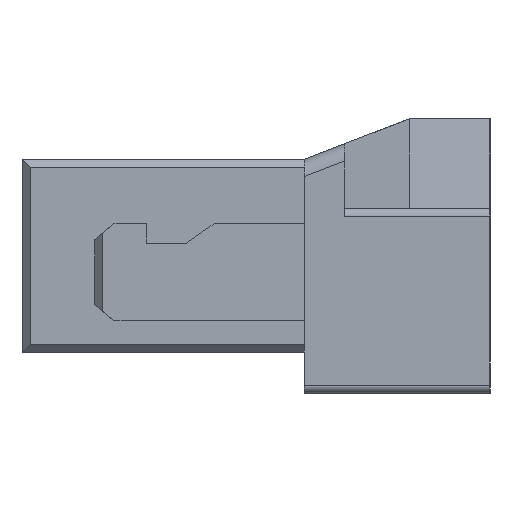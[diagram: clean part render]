
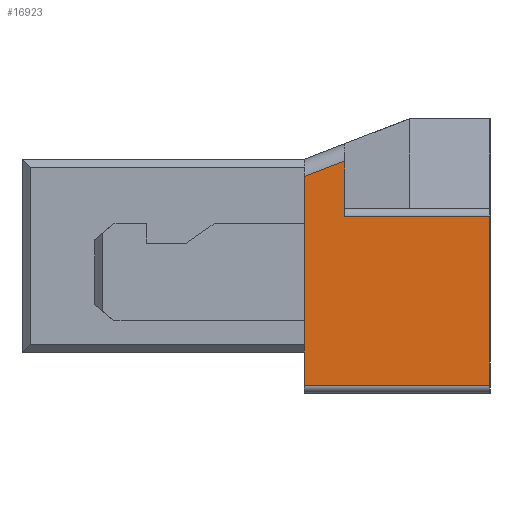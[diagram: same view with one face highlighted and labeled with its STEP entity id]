
A CAD part, left-side view. The second image highlights one B-rep face of the part: STEP entity #16923.
In plain terms, the highlighted planar face has unit normal (-1, 0, 0).
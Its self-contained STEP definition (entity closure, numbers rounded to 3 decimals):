
#3240=ORIENTED_EDGE('',*,*,#7371,.T.);
#3241=ORIENTED_EDGE('',*,*,#7372,.T.);
#3242=ORIENTED_EDGE('',*,*,#6829,.T.);
#3243=ORIENTED_EDGE('',*,*,#6834,.T.);
#3244=ORIENTED_EDGE('',*,*,#7373,.T.);
#3245=ORIENTED_EDGE('',*,*,#7370,.T.);
#6829=EDGE_CURVE('',#9115,#9114,#10919,.T.);
#6834=EDGE_CURVE('',#9114,#9118,#10922,.T.);
#7370=EDGE_CURVE('',#9393,#9394,#11354,.T.);
#7371=EDGE_CURVE('',#9394,#9395,#11355,.T.);
#7372=EDGE_CURVE('',#9395,#9115,#11356,.F.);
#7373=EDGE_CURVE('',#9118,#9393,#11357,.T.);
#9114=VERTEX_POINT('',#25403);
#9115=VERTEX_POINT('',#25405);
#9118=VERTEX_POINT('',#25413);
#9393=VERTEX_POINT('',#26472);
#9394=VERTEX_POINT('',#26474);
#9395=VERTEX_POINT('',#26478);
#10919=LINE('',#25404,#13120);
#10922=LINE('',#25414,#13123);
#11354=LINE('',#26475,#13555);
#11355=LINE('',#26477,#13556);
#11356=LINE('',#26479,#13557);
#11357=LINE('',#26480,#13558);
#13120=VECTOR('',#20213,1000.);
#13123=VECTOR('',#20222,1000.);
#13555=VECTOR('',#21360,1000.);
#13556=VECTOR('',#21363,1000.);
#13557=VECTOR('',#21364,1000.);
#13558=VECTOR('',#21365,1000.);
#14589=EDGE_LOOP('',(#3240,#3241,#3242,#3243,#3244,#3245));
#15412=FACE_BOUND('',#14589,.T.);
#16146=PLANE('',#17976);
#16923=ADVANCED_FACE('',(#15412),#16146,.F.);
#17976=AXIS2_PLACEMENT_3D('',#26476,#21361,#21362);
#20213=DIRECTION('',(0.,0.,1.));
#20222=DIRECTION('',(0.,0.933,-0.359));
#21360=DIRECTION('',(0.,-1.,0.));
#21361=DIRECTION('',(1.,0.,0.));
#21362=DIRECTION('',(0.,0.,-1.));
#21363=DIRECTION('',(0.,0.,1.));
#21364=DIRECTION('',(0.,-1.,0.));
#21365=DIRECTION('',(0.,0.,-1.));
#25403=CARTESIAN_POINT('',(-5.2,0.9,0.589));
#25404=CARTESIAN_POINT('',(-5.2,0.9,0.296));
#25405=CARTESIAN_POINT('',(-5.2,0.9,0.246));
#25413=CARTESIAN_POINT('',(-5.2,1.15,0.493));
#25414=CARTESIAN_POINT('',(-5.2,3.124,-0.267));
#26472=CARTESIAN_POINT('',(-5.2,1.15,-0.8));
#26474=CARTESIAN_POINT('',(-5.2,0.,-0.8));
#26475=CARTESIAN_POINT('',(-5.2,2.9,-0.8));
#26476=CARTESIAN_POINT('',(-5.2,2.9,-0.85));
#26477=CARTESIAN_POINT('',(-5.2,0.,-0.85));
#26478=CARTESIAN_POINT('',(-5.2,0.,0.246));
#26479=CARTESIAN_POINT('',(-5.2,2.9,0.246));
#26480=CARTESIAN_POINT('',(-5.2,1.15,-0.85));
